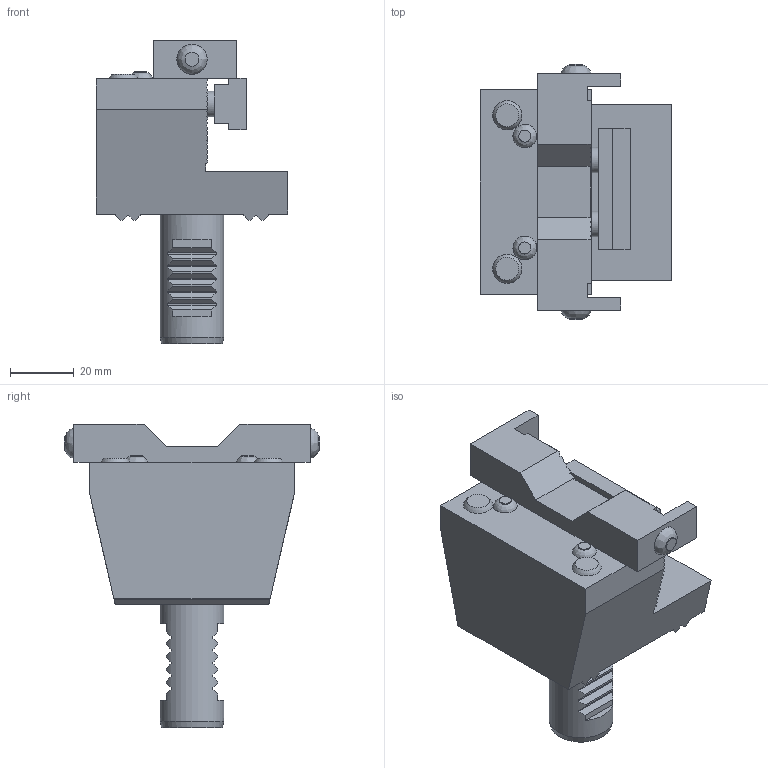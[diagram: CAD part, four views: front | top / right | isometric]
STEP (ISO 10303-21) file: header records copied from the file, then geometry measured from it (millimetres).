
FILE_DESCRIPTION(/* description */ (''),/* implementation_level */ '2;1');
FILE_NAME(/* name */ 'W1150010_stp.stp',/* time_stamp */ '2013-06-10T13:33:47+02:00',/* author */ (''),/* organization */ (''),/* preprocessor_version */ 'ST-DEVELOPER v11',/* originating_system */ 'SIEMENS PLM Software NX 7.5',/* authorisation */ '');
FILE_SCHEMA (('AUTOMOTIVE_DESIGN { 1 0 10303 214 1 1 1 1 }'));
Length unit declared in the file: millimetre
Products named in the file (1): furt869C5whj
Bounding box: 60 x 79.91 x 95 mm (x, y, z)
Volume: 134784.4 mm3; surface area: 24154.7 mm2
Topology: 1 solids, 1 shells, 309 faces, 891 edges, 593 vertices
Faces by surface type: plane 270, cylinder 25, torus 7, bspline 4, sphere 2, cone 1
Full cylindrical faces by diameter (mm): 3.767 x2, 4.344 x2, 8 x2, 20 x1
Entity records: 10376 total; most frequent: CARTESIAN_POINT 2232, ORIENTED_EDGE 1712, DIRECTION 1671, EDGE_CURVE 856, LINE 603, VECTOR 603, VERTEX_POINT 579, AXIS2_PLACEMENT_3D 534
